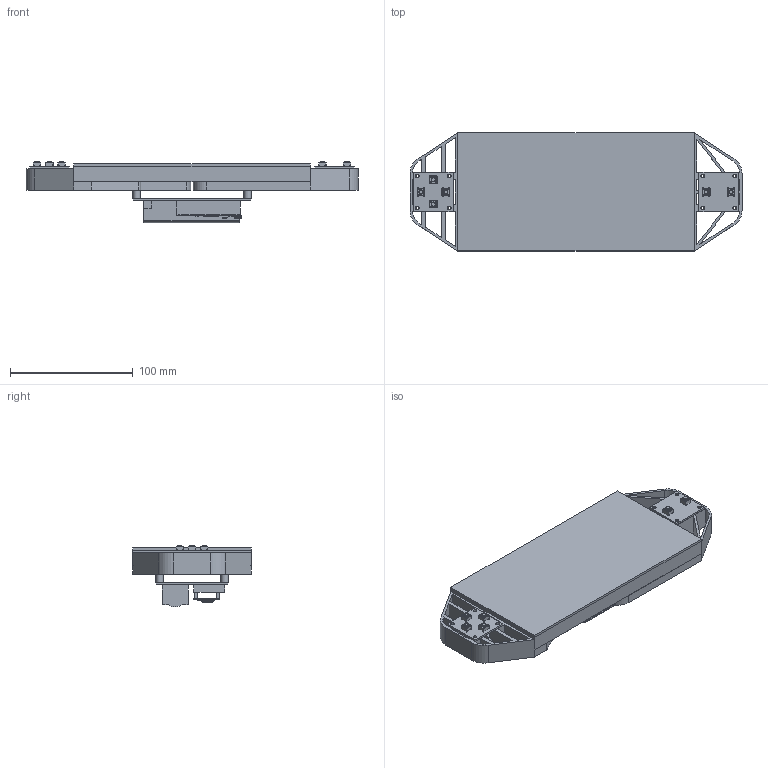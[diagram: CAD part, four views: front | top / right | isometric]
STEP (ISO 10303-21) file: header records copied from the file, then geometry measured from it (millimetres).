
FILE_DESCRIPTION(/* description */ (''),/* implementation_level */ '2;1');
FILE_NAME(/* name */ 'Matrix v9.step',/* time_stamp */ '2025-04-29T20:18:16+05:30',/* author */ (''),/* organization */ (''),/* preprocessor_version */ 'ST-DEVELOPER v20.1',/* originating_system */ 'Autodesk Translation Framework v14.4.0.0',/* authorisation */ '');
FILE_SCHEMA (('AUTOMOTIVE_DESIGN { 1 0 10303 214 3 1 1 }'));
Products named in the file (53): Matrix; Component1; CIRCUIT PI; Component50; PCB, Raspberry Pi Pico-R3; SW1, Tact Switch, Raspberry Pi Pico-R3; RP2040 Microcontroller, Raspberry Pi Pico-R3; MicroUSB Port, Raspberry Pi Pico-R3; D1, Diode, Schottky, Raspberry Pi Pico-R3; L1, Inductor, Raspberry Pi Pico-R3; U2, RT6150B-33GQW, Buck Boost Converter, Raspberry Pi Pico-R3; U3, W25Q16JVUXIQ, Serial NOR Flash 16 Mbit, Raspberry Pi Pico-R3; D2, QSME-C194, LED, Raspberry Pi Pico-R3; Q1, MOSFET, DMG1012T, Raspberry Pi Pico-R3; X1, X12M000000S096, 12 Mhz Crystal Resonator, Raspberry Pi Pico-R3; SMD Resistor, Configurable, Raspberry Pi Pico-R3_R1; SMD Resistor, Configurable, Raspberry Pi Pico-R3_R2; SMD Resistor, Configurable, Raspberry Pi Pico-R3_R3; SMD Resistor, Configurable, Raspberry Pi Pico-R3_R4; SMD Resistor, Configurable, Raspberry Pi Pico-R3_R5; SMD Resistor, Configurable, Raspberry Pi Pico-R3_R6; SMD Resistor, Configurable, Raspberry Pi Pico-R3_R7; SMD Resistor, Configurable, Raspberry Pi Pico-R3_R8; SMD Resistor, Configurable, Raspberry Pi Pico-R3_R9; SMD Resistor, Configurable, Raspberry Pi Pico-R3_R10; SMD Resistor, Configurable, Raspberry Pi Pico-R3_R11; SMD Resistor, Configurable, Raspberry Pi Pico-R3_R12; SMD Resistor, Configurable, Raspberry Pi Pico-R3_R13; SMD Resistor, Configurable, Raspberry Pi Pico-R3_R14; SMD Resistor, Configurable, Raspberry Pi Pico-R3_R15; SMD Capacitor, Configurable, Raspberry Pi Pico-R3_C1; SMD Capacitor, Configurable, Raspberry Pi Pico-R3_C2; SMD Capacitor, Configurable, Raspberry Pi Pico-R3_C3; SMD Capacitor, Configurable, Raspberry Pi Pico-R3_C4; SMD Capacitor, Configurable, Raspberry Pi Pico-R3_C5; SMD Capacitor, Configurable, Raspberry Pi Pico-R3_C6; SMD Capacitor, Configurable, Raspberry Pi Pico-R3_C7; SMD Capacitor, Configurable, Raspberry Pi Pico-R3_C8; SMD Capacitor, Configurable, Raspberry Pi Pico-R3_C9; SMD Capacitor, Configurable, Raspberry Pi Pico-R3_C10 ...
Assembly tree (52 placements, depth 4):
  Matrix
    Component1
    CIRCUIT PI
      Component50
        PCB, Raspberry Pi Pico-R3
        SW1, Tact Switch, Raspberry Pi Pico-R3
        RP2040 Microcontroller, Raspberry Pi Pico-R3
        MicroUSB Port, Raspberry Pi Pico-R3
        D1, Diode, Schottky, Raspberry Pi Pico-R3
        L1, Inductor, Raspberry Pi Pico-R3
        U2, RT6150B-33GQW, Buck Boost Converter, Raspberry Pi Pico-R3
        U3, W25Q16JVUXIQ, Serial NOR Flash 16 Mbit, Raspberry Pi Pico-R3
        D2, QSME-C194, LED, Raspberry Pi Pico-R3
        Q1, MOSFET, DMG1012T, Raspberry Pi Pico-R3
        X1, X12M000000S096, 12 Mhz Crystal Resonator, Raspberry Pi Pico-R3
        SMD Resistor, Configurable, Raspberry Pi Pico-R3_R1
        SMD Resistor, Configurable, Raspberry Pi Pico-R3_R2
        SMD Resistor, Configurable, Raspberry Pi Pico-R3_R3
        SMD Resistor, Configurable, Raspberry Pi Pico-R3_R4
        SMD Resistor, Configurable, Raspberry Pi Pico-R3_R5
        SMD Resistor, Configurable, Raspberry Pi Pico-R3_R6
        SMD Resistor, Configurable, Raspberry Pi Pico-R3_R7
        SMD Resistor, Configurable, Raspberry Pi Pico-R3_R8
        SMD Resistor, Configurable, Raspberry Pi Pico-R3_R9
        SMD Resistor, Configurable, Raspberry Pi Pico-R3_R10
        SMD Resistor, Configurable, Raspberry Pi Pico-R3_R11
        SMD Resistor, Configurable, Raspberry Pi Pico-R3_R12
        SMD Resistor, Configurable, Raspberry Pi Pico-R3_R13
        SMD Resistor, Configurable, Raspberry Pi Pico-R3_R14
        SMD Resistor, Configurable, Raspberry Pi Pico-R3_R15
        SMD Capacitor, Configurable, Raspberry Pi Pico-R3_C1
        SMD Capacitor, Configurable, Raspberry Pi Pico-R3_C2
        SMD Capacitor, Configurable, Raspberry Pi Pico-R3_C3
        SMD Capacitor, Configurable, Raspberry Pi Pico-R3_C4
        SMD Capacitor, Configurable, Raspberry Pi Pico-R3_C5
        SMD Capacitor, Configurable, Raspberry Pi Pico-R3_C6
        SMD Capacitor, Configurable, Raspberry Pi Pico-R3_C7
        SMD Capacitor, Configurable, Raspberry Pi Pico-R3_C8
        SMD Capacitor, Configurable, Raspberry Pi Pico-R3_C9
        SMD Capacitor, Configurable, Raspberry Pi Pico-R3_C10
        SMD Capacitor, Configurable, Raspberry Pi Pico-R3_C12
        SMD Capacitor, Configurable, Raspberry Pi Pico-R3_C13
        SMD Capacitor, Configurable, Raspberry Pi Pico-R3_C11
        SMD Capacitor, Configurable, Raspberry Pi Pico-R3_C14
        SMD Capacitor, Configurable, Raspberry Pi Pico-R3_C15
        SMD Capacitor, Configurable, Raspberry Pi Pico-R3_C16
        SMD Capacitor, Configurable, Raspberry Pi Pico-R3_C17
        SMD Capacitor, Configurable, Raspberry Pi Pico-R3_C18
      Component51
    Component52
    Component53
    Component54
    Component52(Mirror)
Bounding box: 270 x 96 x 50.36 mm (x, y, z)
Volume: 238225.1 mm3; surface area: 153319 mm2
Topology: 135 solids, 135 shells, 3374 faces, 8170 edges, 5158 vertices
Faces by surface type: plane 2026, cylinder 902, torus 302, bspline 120, sphere 24
Full cylindrical faces by diameter (mm): 1 x67, 2 x12, 2.1 x4, 3 x16, 3.4 x6, 3.5 x6, 3.8 x8, 4.4 x5, 6 x5
Entity records: 102699 total; most frequent: CARTESIAN_POINT 19968, DIRECTION 16897, ORIENTED_EDGE 16298, EDGE_CURVE 8149, LINE 5651, VECTOR 5651, AXIS2_PLACEMENT_3D 5623, VERTEX_POINT 5158
